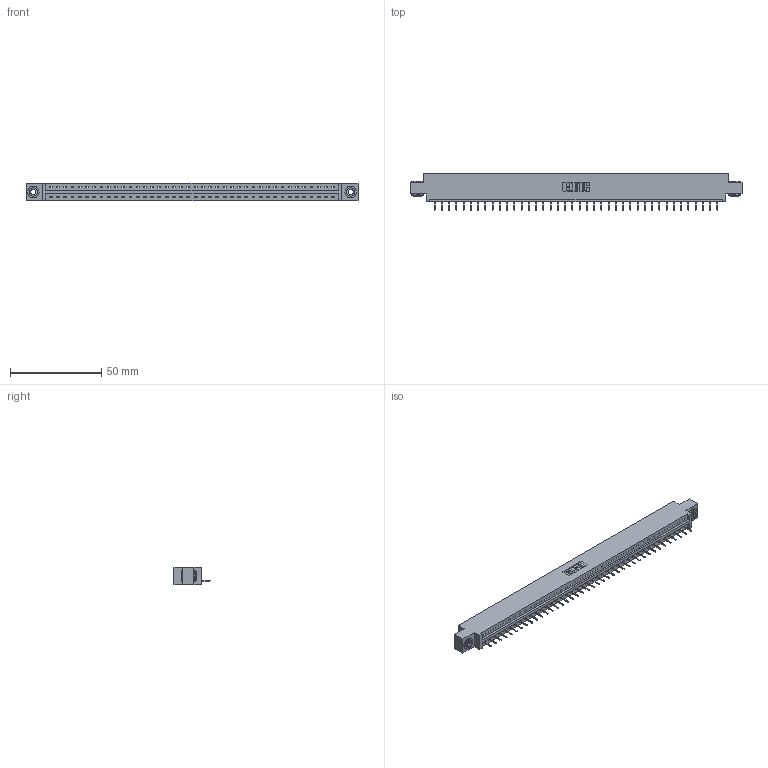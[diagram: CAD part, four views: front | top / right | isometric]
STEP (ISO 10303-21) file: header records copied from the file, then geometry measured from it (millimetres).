
FILE_DESCRIPTION (( 'STEP AP203' ), '1' );
FILE_NAME ('337-040-524-603.STEP', '2019-10-01T19:36:06', ( '' ), ( '' ), 'SwSTEP 2.0', 'SolidWorks 2016', '' );
FILE_SCHEMA (( 'CONFIG_CONTROL_DESIGN' ));
Length unit declared in the file: inch
Products named in the file (4): 345-250-002_345-250-002-102; 345-292-001_345-293-124; 337-040-524-603; 337 Part_0.170 Offset - 0.156 Dia-TH
Assembly tree (43 placements, depth 2):
  337-040-524-603
    337 Part_0.170 Offset - 0.156 Dia-TH
    345-292-001_345-293-124  x40
    345-250-002_345-250-002-102  x2
Bounding box: 181.51 x 19.69 x 9.4 mm (x, y, z)
Volume: 18583.6 mm3; surface area: 18965.8 mm2
Topology: 43 solids, 43 shells, 2796 faces, 8079 edges, 5222 vertices
Faces by surface type: plane 2164, cylinder 624, cone 8
Entity records: 30848 total; most frequent: CARTESIAN_POINT 5349, ORIENTED_EDGE 5318, DIRECTION 4541, EDGE_CURVE 2659, LINE 2511, VECTOR 2511, VERTEX_POINT 1766, AXIS2_PLACEMENT_3D 1015
